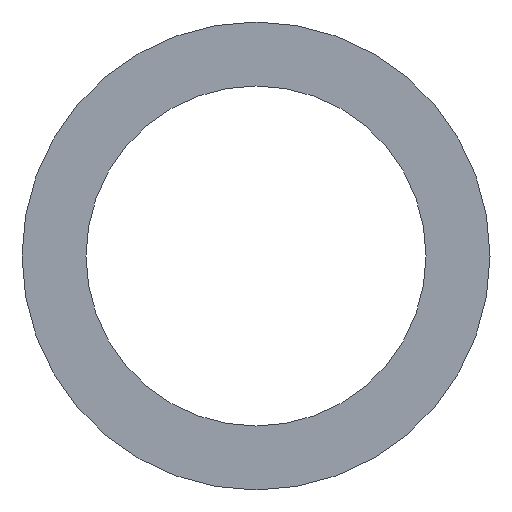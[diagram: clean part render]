
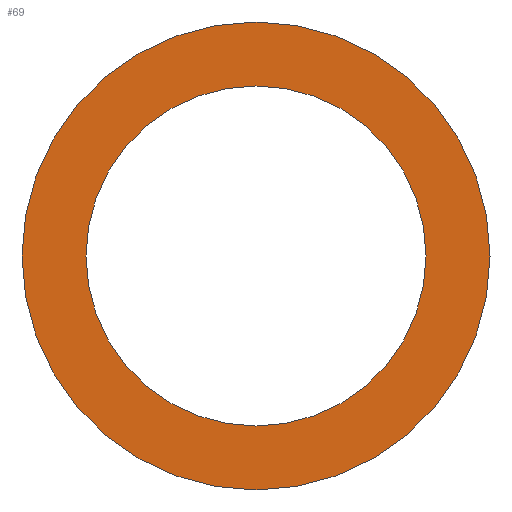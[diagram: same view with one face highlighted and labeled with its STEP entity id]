
A CAD part, left-side view. The second image highlights one B-rep face of the part: STEP entity #69.
In plain terms, the highlighted planar face has unit normal (-1, 0, 0).
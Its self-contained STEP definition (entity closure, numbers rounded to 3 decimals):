
#63 = EDGE_CURVE( '', #79, #87, #137, .T. );
#67 = EDGE_CURVE( '', #87, #79, #141, .T. );
#69 = ADVANCED_FACE( '', ( #143, #144 ), #145, .F. );
#73 = VERTEX_POINT( '', #150 );
#75 = EDGE_CURVE( '', #73, #99, #152, .T. );
#79 = VERTEX_POINT( '', #157 );
#81 = EDGE_CURVE( '', #99, #73, #159, .T. );
#87 = VERTEX_POINT( '', #165 );
#99 = VERTEX_POINT( '', #177 );
#137 = CIRCLE( '', #211, 32.7 );
#141 = CIRCLE( '', #217, 32.7 );
#143 = FACE_OUTER_BOUND( '', #219, .T. );
#144 = FACE_BOUND( '', #220, .T. );
#145 = PLANE( '', #221 );
#150 = CARTESIAN_POINT( '', ( 0., 0., -45. ) );
#152 = CIRCLE( '', #229, 45. );
#157 = CARTESIAN_POINT( '', ( 0., 0., -32.7 ) );
#159 = CIRCLE( '', #237, 45. );
#165 = CARTESIAN_POINT( '', ( 0., 0., 32.7 ) );
#177 = CARTESIAN_POINT( '', ( 0., 0., 45. ) );
#211 = AXIS2_PLACEMENT_3D( '', #295, #296, #297 );
#217 = AXIS2_PLACEMENT_3D( '', #301, #302, #303 );
#219 = EDGE_LOOP( '', ( #305, #306 ) );
#220 = EDGE_LOOP( '', ( #307, #308 ) );
#221 = AXIS2_PLACEMENT_3D( '', #309, #310, #311 );
#229 = AXIS2_PLACEMENT_3D( '', #320, #321, #322 );
#237 = AXIS2_PLACEMENT_3D( '', #331, #332, #333 );
#295 = CARTESIAN_POINT( '', ( 0., 0., 0. ) );
#296 = DIRECTION( '', ( 1., 0., 0. ) );
#297 = DIRECTION( '', ( 0., 0., -1. ) );
#301 = CARTESIAN_POINT( '', ( 0., 0., 0. ) );
#302 = DIRECTION( '', ( 1., 0., 0. ) );
#303 = DIRECTION( '', ( 0., 0., -1. ) );
#305 = ORIENTED_EDGE( '', *, *, #75, .F. );
#306 = ORIENTED_EDGE( '', *, *, #81, .F. );
#307 = ORIENTED_EDGE( '', *, *, #63, .T. );
#308 = ORIENTED_EDGE( '', *, *, #67, .T. );
#309 = CARTESIAN_POINT( '', ( 0., 0., 0. ) );
#310 = DIRECTION( '', ( 1., 0., 0. ) );
#311 = DIRECTION( '', ( 0., 0., -1. ) );
#320 = CARTESIAN_POINT( '', ( 0., 0., 0. ) );
#321 = DIRECTION( '', ( 1., 0., 0. ) );
#322 = DIRECTION( '', ( 0., 0., -1. ) );
#331 = CARTESIAN_POINT( '', ( 0., 0., 0. ) );
#332 = DIRECTION( '', ( 1., 0., 0. ) );
#333 = DIRECTION( '', ( 0., 0., -1. ) );
